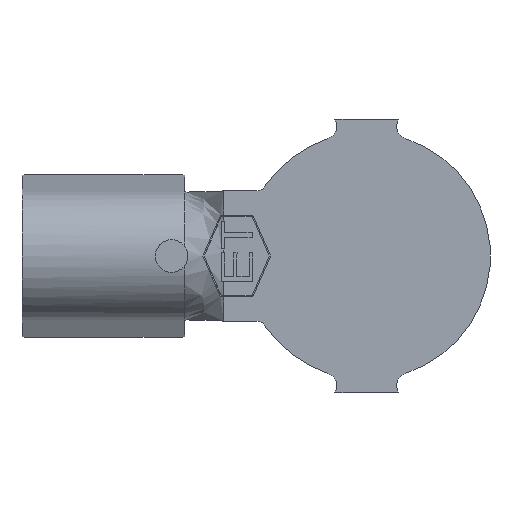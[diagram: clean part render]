
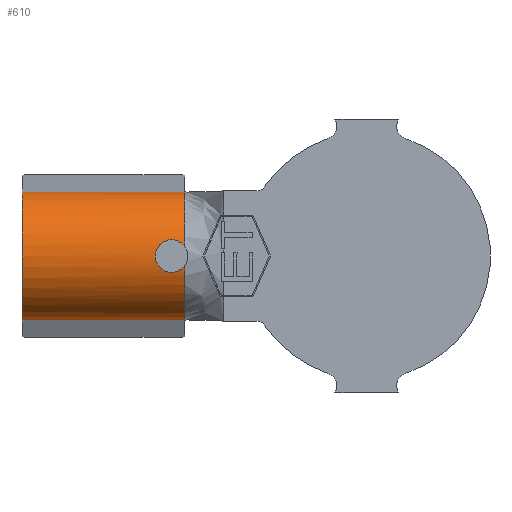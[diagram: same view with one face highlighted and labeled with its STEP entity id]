
A CAD part, front view. The second image highlights one B-rep face of the part: STEP entity #610.
In plain terms, the highlighted cylindrical face has radius 1.27 mm (diameter 2.54 mm), a partial arc.
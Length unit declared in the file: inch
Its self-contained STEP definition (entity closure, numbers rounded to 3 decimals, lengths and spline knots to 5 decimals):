
#46 = CARTESIAN_POINT ( 'NONE',  ( -0.14, 0.05, 0. ) ) ;
#51 = EDGE_LOOP ( 'NONE', ( #1660, #1768, #3582, #3793, #529, #1512, #1603, #933 ) ) ;
#93 = CARTESIAN_POINT ( 'NONE',  ( -0.15, 0.00159, -0.0125 ) ) ;
#106 = CARTESIAN_POINT ( 'NONE',  ( -0.15653, 0.0012, -0.01115 ) ) ;
#203 = CARTESIAN_POINT ( 'NONE',  ( -0.14, 0.00057, 0.0075 ) ) ;
#231 = CARTESIAN_POINT ( 'NONE',  ( -0.14, 0.00057, 0.0075 ) ) ;
#258 = VERTEX_POINT ( 'NONE', #2712 ) ;
#270 = VERTEX_POINT ( 'NONE', #93 ) ;
#278 = EDGE_CURVE ( 'NONE', #2476, #270, #1580, .T. ) ;
#308 = DIRECTION ( 'NONE',  ( 0., 0., -1. ) ) ;
#363 = VERTEX_POINT ( 'NONE', #2104 ) ;
#383 = CARTESIAN_POINT ( 'NONE',  ( -0.14233, 0.00104, -0.01061 ) ) ;
#387 = DIRECTION ( 'NONE',  ( 0., 0., -1. ) ) ;
#408 = CARTESIAN_POINT ( 'NONE',  ( -0.15, 0.00159, 0.0125 ) ) ;
#446 = CARTESIAN_POINT ( 'NONE',  ( -0.15, 0.00159, -0.0125 ) ) ;
#454 = DIRECTION ( 'NONE',  ( 1., 0., 0. ) ) ;
#464 = VERTEX_POINT ( 'NONE', #4047 ) ;
#529 = ORIENTED_EDGE ( 'NONE', *, *, #1698, .T. ) ;
#610 = ADVANCED_FACE ( 'NONE', ( #2412 ), #664, .T. ) ;
#664 = CYLINDRICAL_SURFACE ( 'NONE', #1671, 0.05 ) ;
#752 = CARTESIAN_POINT ( 'NONE',  ( -0.265, 0.04042, -0.04907 ) ) ;
#806 = AXIS2_PLACEMENT_3D ( 'NONE', #46, #2365, #387 ) ;
#896 = LINE ( 'NONE', #3319, #1664 ) ;
#933 = ORIENTED_EDGE ( 'NONE', *, *, #278, .F. ) ;
#1032 = EDGE_CURVE ( 'NONE', #270, #464, #3226, .T. ) ;
#1035 = CARTESIAN_POINT ( 'NONE',  ( -0.14611, 0.00159, -0.0125 ) ) ;
#1091 = AXIS2_PLACEMENT_3D ( 'NONE', #1738, #4006, #2070 ) ;
#1097 = CARTESIAN_POINT ( 'NONE',  ( -0.15328, 0.00159, 0.0125 ) ) ;
#1204 = CARTESIAN_POINT ( 'NONE',  ( -0.15, 0.00159, 0.0125 ) ) ;
#1334 = VERTEX_POINT ( 'NONE', #231 ) ;
#1430 = CARTESIAN_POINT ( 'NONE',  ( -0.15653, 0.0012, 0.01115 ) ) ;
#1512 = ORIENTED_EDGE ( 'NONE', *, *, #4076, .F. ) ;
#1580 = B_SPLINE_CURVE_WITH_KNOTS ( 'NONE', 3,
 ( #408, #1097, #1430, #3702, #1767, #4032, #2100, #106, #2421, #446 ),
 .UNSPECIFIED., .F., .F.,
 ( 4, 2, 2, 2, 4 ),
 ( 0.00029, 0.00054, 0.00079, 0.00104, 0.00129 ),
 .UNSPECIFIED. ) ;
#1603 = ORIENTED_EDGE ( 'NONE', *, *, #1032, .F. ) ;
#1660 = ORIENTED_EDGE ( 'NONE', *, *, #3221, .F. ) ;
#1664 = VECTOR ( 'NONE', #3021, 39.37008 ) ;
#1671 = AXIS2_PLACEMENT_3D ( 'NONE', #2061, #3344, #308 ) ;
#1698 = EDGE_CURVE ( 'NONE', #363, #1962, #3247, .T. ) ;
#1713 = CIRCLE ( 'NONE', #806, 0.05 ) ;
#1738 = CARTESIAN_POINT ( 'NONE',  ( -0.14, 0.05, 0. ) ) ;
#1767 = CARTESIAN_POINT ( 'NONE',  ( -0.1625, 0., 0.00327 ) ) ;
#1768 = ORIENTED_EDGE ( 'NONE', *, *, #2861, .F. ) ;
#1919 = EDGE_CURVE ( 'NONE', #258, #363, #4168, .T. ) ;
#1962 = VERTEX_POINT ( 'NONE', #4075 ) ;
#2061 = CARTESIAN_POINT ( 'NONE',  ( -0.265, 0.05, 0. ) ) ;
#2070 = DIRECTION ( 'NONE',  ( 0., 0., -1. ) ) ;
#2100 = CARTESIAN_POINT ( 'NONE',  ( -0.16115, 0.00037, -0.00653 ) ) ;
#2104 = CARTESIAN_POINT ( 'NONE',  ( -0.265, 0.04042, -0.04907 ) ) ;
#2230 = AXIS2_PLACEMENT_3D ( 'NONE', #2429, #454, #2757 ) ;
#2365 = DIRECTION ( 'NONE',  ( 1., 0., 0. ) ) ;
#2395 = DIRECTION ( 'NONE',  ( 1., 0., 0. ) ) ;
#2412 = FACE_OUTER_BOUND ( 'NONE', #51, .T. ) ;
#2421 = CARTESIAN_POINT ( 'NONE',  ( -0.15329, 0.00159, -0.0125 ) ) ;
#2429 = CARTESIAN_POINT ( 'NONE',  ( -0.265, 0.05, 0. ) ) ;
#2476 = VERTEX_POINT ( 'NONE', #3941 ) ;
#2629 = VERTEX_POINT ( 'NONE', #4033 ) ;
#2687 = CARTESIAN_POINT ( 'NONE',  ( -0.14, 0.00057, -0.0075 ) ) ;
#2712 = CARTESIAN_POINT ( 'NONE',  ( -0.265, 0.04042, 0.04907 ) ) ;
#2757 = DIRECTION ( 'NONE',  ( 0., 0., -1. ) ) ;
#2806 = EDGE_CURVE ( 'NONE', #258, #2629, #896, .T. ) ;
#2861 = EDGE_CURVE ( 'NONE', #2629, #1334, #3290, .T. ) ;
#3021 = DIRECTION ( 'NONE',  ( 1., 0., 0. ) ) ;
#3163 = CARTESIAN_POINT ( 'NONE',  ( -0.14612, 0.00159, 0.0125 ) ) ;
#3221 = EDGE_CURVE ( 'NONE', #1334, #2476, #4088, .T. ) ;
#3226 = B_SPLINE_CURVE_WITH_KNOTS ( 'NONE', 3,
 ( #3966, #1035, #383, #2687 ),
 .UNSPECIFIED., .F., .F.,
 ( 4, 4 ),
 ( 0.00129, 0.00159 ),
 .UNSPECIFIED. ) ;
#3247 = LINE ( 'NONE', #752, #3343 ) ;
#3290 = CIRCLE ( 'NONE', #1091, 0.05 ) ;
#3319 = CARTESIAN_POINT ( 'NONE',  ( -0.265, 0.04042, 0.04907 ) ) ;
#3343 = VECTOR ( 'NONE', #2395, 39.37008 ) ;
#3344 = DIRECTION ( 'NONE',  ( 1., 0., 0. ) ) ;
#3582 = ORIENTED_EDGE ( 'NONE', *, *, #2806, .F. ) ;
#3702 = CARTESIAN_POINT ( 'NONE',  ( -0.16115, 0.00037, 0.00652 ) ) ;
#3793 = ORIENTED_EDGE ( 'NONE', *, *, #1919, .T. ) ;
#3941 = CARTESIAN_POINT ( 'NONE',  ( -0.15, 0.00159, 0.0125 ) ) ;
#3966 = CARTESIAN_POINT ( 'NONE',  ( -0.15, 0.00159, -0.0125 ) ) ;
#4006 = DIRECTION ( 'NONE',  ( 1., 0., 0. ) ) ;
#4032 = CARTESIAN_POINT ( 'NONE',  ( -0.1625, 0., -0.00327 ) ) ;
#4033 = CARTESIAN_POINT ( 'NONE',  ( -0.14, 0.04042, 0.04907 ) ) ;
#4047 = CARTESIAN_POINT ( 'NONE',  ( -0.14, 0.00057, -0.0075 ) ) ;
#4075 = CARTESIAN_POINT ( 'NONE',  ( -0.14, 0.04042, -0.04907 ) ) ;
#4076 = EDGE_CURVE ( 'NONE', #464, #1962, #1713, .T. ) ;
#4088 = B_SPLINE_CURVE_WITH_KNOTS ( 'NONE', 3,
 ( #203, #4128, #3163, #1204 ),
 .UNSPECIFIED., .F., .F.,
 ( 4, 4 ),
 ( 0., 0.00029 ),
 .UNSPECIFIED. ) ;
#4128 = CARTESIAN_POINT ( 'NONE',  ( -0.14234, 0.00104, 0.01061 ) ) ;
#4168 = CIRCLE ( 'NONE', #2230, 0.05 ) ;
